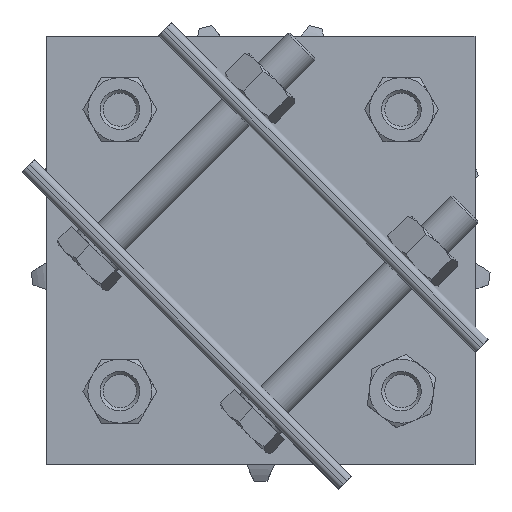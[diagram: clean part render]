
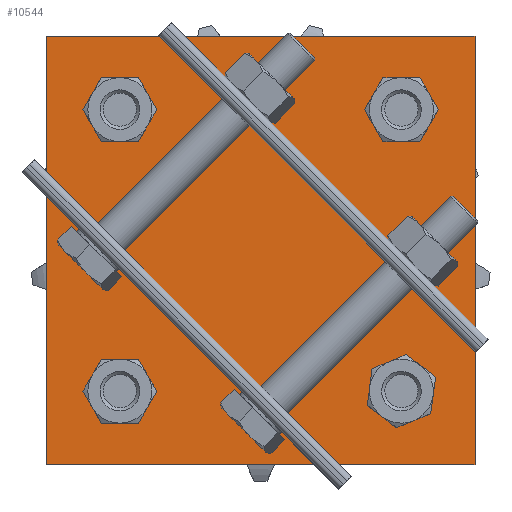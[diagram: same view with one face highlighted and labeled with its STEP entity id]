
A CAD part, top view. The second image highlights one B-rep face of the part: STEP entity #10544.
In plain terms, the highlighted planar face has unit normal (0, 0, 1).
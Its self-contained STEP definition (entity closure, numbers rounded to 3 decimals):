
#2388=CIRCLE('',#12167,3.);
#2390=CIRCLE('',#12170,3.);
#2392=CIRCLE('',#12173,3.);
#2394=CIRCLE('',#12177,3.);
#2893=LINE('',#19754,#3221);
#2897=LINE('',#19762,#3225);
#2900=LINE('',#19768,#3228);
#2902=LINE('',#19786,#3230);
#3221=VECTOR('',#15179,1000.);
#3225=VECTOR('',#15185,1000.);
#3228=VECTOR('',#15190,1000.);
#3230=VECTOR('',#15212,1000.);
#5187=ORIENTED_EDGE('',*,*,#6757,.T.);
#5188=ORIENTED_EDGE('',*,*,#6761,.T.);
#5189=ORIENTED_EDGE('',*,*,#6764,.T.);
#5190=ORIENTED_EDGE('',*,*,#6772,.T.);
#5191=ORIENTED_EDGE('',*,*,#6769,.F.);
#5192=ORIENTED_EDGE('',*,*,#6767,.F.);
#5193=ORIENTED_EDGE('',*,*,#6765,.F.);
#5194=ORIENTED_EDGE('',*,*,#6773,.F.);
#6757=EDGE_CURVE('',#7680,#7679,#2893,.T.);
#6761=EDGE_CURVE('',#7679,#7682,#2897,.T.);
#6764=EDGE_CURVE('',#7682,#7684,#2900,.T.);
#6765=EDGE_CURVE('',#7685,#7685,#2388,.T.);
#6767=EDGE_CURVE('',#7687,#7687,#2390,.T.);
#6769=EDGE_CURVE('',#7689,#7689,#2392,.T.);
#6772=EDGE_CURVE('',#7684,#7680,#2902,.T.);
#6773=EDGE_CURVE('',#7691,#7691,#2394,.T.);
#7679=VERTEX_POINT('',#19753);
#7680=VERTEX_POINT('',#19755);
#7682=VERTEX_POINT('',#19761);
#7684=VERTEX_POINT('',#19767);
#7685=VERTEX_POINT('',#19771);
#7687=VERTEX_POINT('',#19776);
#7689=VERTEX_POINT('',#19781);
#7691=VERTEX_POINT('',#19789);
#8957=EDGE_LOOP('',(#5187,#5188,#5189,#5190));
#8958=EDGE_LOOP('',(#5191));
#8959=EDGE_LOOP('',(#5192));
#8960=EDGE_LOOP('',(#5193));
#8961=EDGE_LOOP('',(#5194));
#9709=FACE_BOUND('',#8957,.T.);
#9710=FACE_BOUND('',#8958,.T.);
#9711=FACE_BOUND('',#8959,.T.);
#9712=FACE_BOUND('',#8960,.T.);
#9713=FACE_BOUND('',#8961,.T.);
#10049=PLANE('',#12179);
#10544=ADVANCED_FACE('',(#9709,#9710,#9711,#9712,#9713),#10049,.T.);
#12167=AXIS2_PLACEMENT_3D('',#19770,#15193,#15194);
#12170=AXIS2_PLACEMENT_3D('',#19775,#15199,#15200);
#12173=AXIS2_PLACEMENT_3D('',#19780,#15205,#15206);
#12177=AXIS2_PLACEMENT_3D('',#19788,#15215,#15216);
#12179=AXIS2_PLACEMENT_3D('',#19792,#15219,#15220);
#15179=DIRECTION('',(0.,-1.,0.));
#15185=DIRECTION('',(1.,0.,0.));
#15190=DIRECTION('',(0.,1.,0.));
#15193=DIRECTION('',(0.,0.,1.));
#15194=DIRECTION('',(1.,0.,0.));
#15199=DIRECTION('',(0.,0.,1.));
#15200=DIRECTION('',(1.,0.,0.));
#15205=DIRECTION('',(0.,0.,1.));
#15206=DIRECTION('',(1.,0.,0.));
#15212=DIRECTION('',(-1.,0.,0.));
#15215=DIRECTION('',(0.,0.,1.));
#15216=DIRECTION('',(1.,0.,0.));
#15219=DIRECTION('',(0.,0.,1.));
#15220=DIRECTION('',(1.,0.,0.));
#19753=CARTESIAN_POINT('',(0.,0.,3.));
#19754=CARTESIAN_POINT('',(0.,67.,3.));
#19755=CARTESIAN_POINT('',(0.,67.,3.));
#19761=CARTESIAN_POINT('',(67.,0.,3.));
#19762=CARTESIAN_POINT('',(0.,0.,3.));
#19767=CARTESIAN_POINT('',(67.,67.,3.));
#19768=CARTESIAN_POINT('',(67.,0.,3.));
#19770=CARTESIAN_POINT('',(55.5,11.5,3.));
#19771=CARTESIAN_POINT('',(58.5,11.5,3.));
#19775=CARTESIAN_POINT('',(11.5,55.5,3.));
#19776=CARTESIAN_POINT('',(14.5,55.5,3.));
#19780=CARTESIAN_POINT('',(11.5,11.5,3.));
#19781=CARTESIAN_POINT('',(14.5,11.5,3.));
#19786=CARTESIAN_POINT('',(67.,67.,3.));
#19788=CARTESIAN_POINT('',(55.5,55.5,3.));
#19789=CARTESIAN_POINT('',(58.5,55.5,3.));
#19792=CARTESIAN_POINT('',(11.5,11.5,3.));
